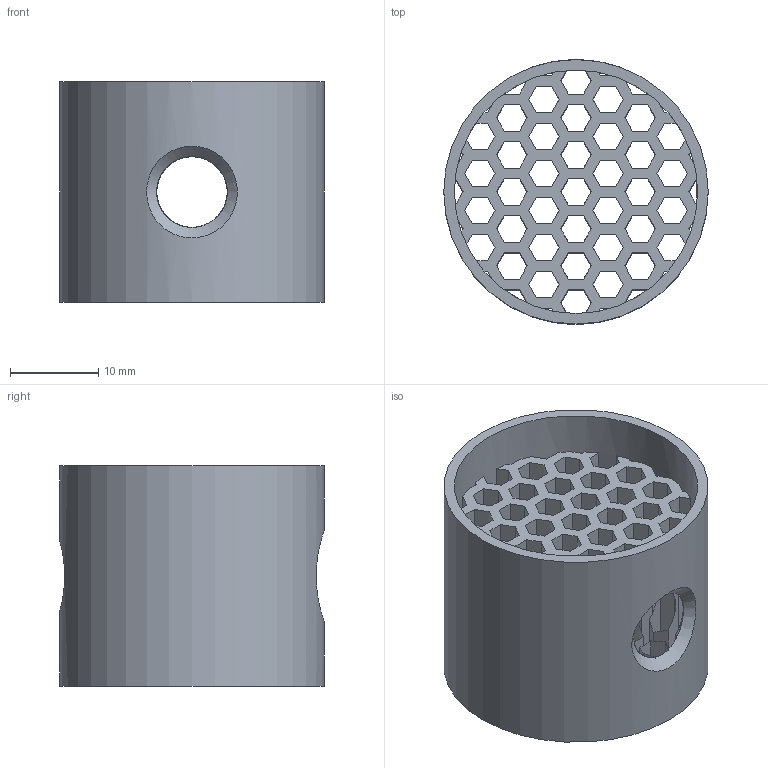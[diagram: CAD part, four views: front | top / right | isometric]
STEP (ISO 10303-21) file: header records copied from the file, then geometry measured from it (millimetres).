
FILE_DESCRIPTION(/* description */ (''),/* implementation_level */ '2;1');
FILE_NAME(/* name */ 'Honeycomb_v1 v2.step',/* time_stamp */ '2022-04-02T12:34:57+02:00',/* author */ (''),/* organization */ (''),/* preprocessor_version */ 'ST-DEVELOPER v18.1',/* originating_system */ 'Autodesk Translation Framework v10.13.0.1454',/* authorisation */ '');
FILE_SCHEMA (('AUTOMOTIVE_DESIGN { 1 0 10303 214 3 1 1 }'));
Length unit declared in the file: millimetre
Products named in the file (1): Honeycomb_v1
Bounding box: 30 x 30 x 25 mm (x, y, z)
Volume: 7919.7 mm3; surface area: 12040.7 mm2
Topology: 1 solids, 1 shells, 341 faces, 1156 edges, 770 vertices
Faces by surface type: plane 335, cylinder 5, bspline 1
Full cylindrical faces by diameter (mm): 8 x1, 27.6 x1, 30 x1
Entity records: 13079 total; most frequent: CARTESIAN_POINT 2533, ORIENTED_EDGE 2312, DIRECTION 2050, EDGE_CURVE 1156, LINE 912, VECTOR 912, VERTEX_POINT 770, AXIS2_PLACEMENT_3D 569
